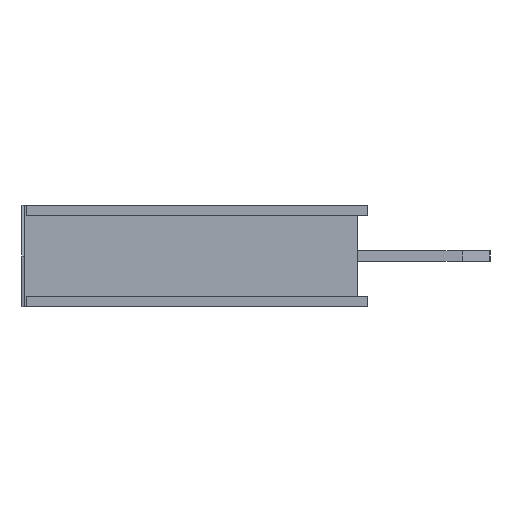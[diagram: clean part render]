
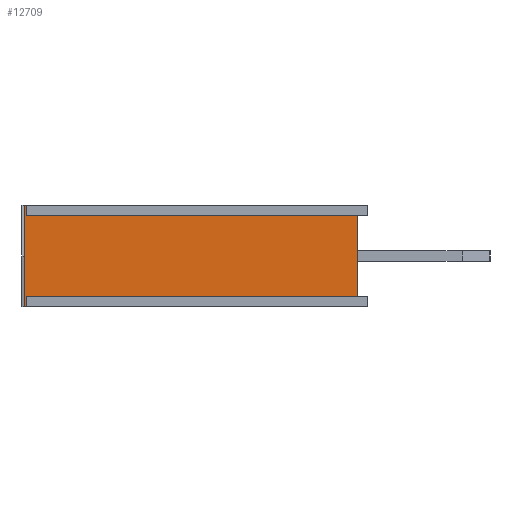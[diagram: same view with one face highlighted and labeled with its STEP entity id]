
A CAD part, left-side view. The second image highlights one B-rep face of the part: STEP entity #12709.
In plain terms, the highlighted planar face has unit normal (-1, 0, 0).
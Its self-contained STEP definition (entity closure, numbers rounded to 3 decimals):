
#503=FACE_OUTER_BOUND('',#1226,.T.);
#1226=EDGE_LOOP('',(#9910,#9911,#9912,#9913,#9914,#9915,#9916,#9917));
#2617=LINE('',#19189,#4401);
#2618=LINE('',#19191,#4402);
#2619=LINE('',#19193,#4403);
#2620=LINE('',#19195,#4404);
#2621=LINE('',#19197,#4405);
#2622=LINE('',#19199,#4406);
#2623=LINE('',#19201,#4407);
#2624=LINE('',#19202,#4408);
#4401=VECTOR('',#15697,10.);
#4402=VECTOR('',#15698,10.);
#4403=VECTOR('',#15699,10.);
#4404=VECTOR('',#15700,10.);
#4405=VECTOR('',#15701,10.);
#4406=VECTOR('',#15702,10.);
#4407=VECTOR('',#15703,10.);
#4408=VECTOR('',#15704,10.);
#5797=VERTEX_POINT('',#19187);
#5798=VERTEX_POINT('',#19188);
#5799=VERTEX_POINT('',#19190);
#5800=VERTEX_POINT('',#19192);
#5801=VERTEX_POINT('',#19194);
#5802=VERTEX_POINT('',#19196);
#5803=VERTEX_POINT('',#19198);
#5804=VERTEX_POINT('',#19200);
#7321=EDGE_CURVE('',#5797,#5798,#2617,.T.);
#7322=EDGE_CURVE('',#5799,#5798,#2618,.T.);
#7323=EDGE_CURVE('',#5800,#5799,#2619,.T.);
#7324=EDGE_CURVE('',#5801,#5800,#2620,.T.);
#7325=EDGE_CURVE('',#5802,#5801,#2621,.T.);
#7326=EDGE_CURVE('',#5803,#5802,#2622,.T.);
#7327=EDGE_CURVE('',#5804,#5803,#2623,.T.);
#7328=EDGE_CURVE('',#5797,#5804,#2624,.T.);
#9910=ORIENTED_EDGE('',*,*,#7321,.T.);
#9911=ORIENTED_EDGE('',*,*,#7322,.F.);
#9912=ORIENTED_EDGE('',*,*,#7323,.F.);
#9913=ORIENTED_EDGE('',*,*,#7324,.F.);
#9914=ORIENTED_EDGE('',*,*,#7325,.F.);
#9915=ORIENTED_EDGE('',*,*,#7326,.F.);
#9916=ORIENTED_EDGE('',*,*,#7327,.F.);
#9917=ORIENTED_EDGE('',*,*,#7328,.F.);
#11999=PLANE('',#13453);
#12709=ADVANCED_FACE('',(#503),#11999,.F.);
#13453=AXIS2_PLACEMENT_3D('',#19186,#15695,#15696);
#15695=DIRECTION('center_axis',(1.,0.,0.));
#15696=DIRECTION('ref_axis',(0.,0.,-1.));
#15697=DIRECTION('',(0.,0.,1.));
#15698=DIRECTION('',(0.,-1.,0.));
#15699=DIRECTION('',(0.,0.,-1.));
#15700=DIRECTION('',(0.,-1.,0.));
#15701=DIRECTION('',(0.,0.,1.));
#15702=DIRECTION('',(0.,1.,0.));
#15703=DIRECTION('',(0.,0.,-1.));
#15704=DIRECTION('',(0.,1.,0.));
#19186=CARTESIAN_POINT('Origin',(-0.02,0.,2.5));
#19187=CARTESIAN_POINT('',(-0.02,0.25,0.25));
#19188=CARTESIAN_POINT('',(-0.02,0.25,2.25));
#19189=CARTESIAN_POINT('',(-0.02,0.25,1.875));
#19190=CARTESIAN_POINT('',(-0.02,8.4,2.25));
#19191=CARTESIAN_POINT('',(-0.02,4.25,2.25));
#19192=CARTESIAN_POINT('',(-0.02,8.4,2.5));
#19193=CARTESIAN_POINT('',(-0.02,8.4,2.5));
#19194=CARTESIAN_POINT('',(-0.02,8.45,2.5));
#19195=CARTESIAN_POINT('',(-0.02,0.,2.5));
#19196=CARTESIAN_POINT('',(-0.02,8.45,0.));
#19197=CARTESIAN_POINT('',(-0.02,8.45,1.25));
#19198=CARTESIAN_POINT('',(-0.02,8.4,0.));
#19199=CARTESIAN_POINT('',(-0.02,0.,0.));
#19200=CARTESIAN_POINT('',(-0.02,8.4,0.25));
#19201=CARTESIAN_POINT('',(-0.02,8.4,2.5));
#19202=CARTESIAN_POINT('',(-0.02,0.,0.25));
